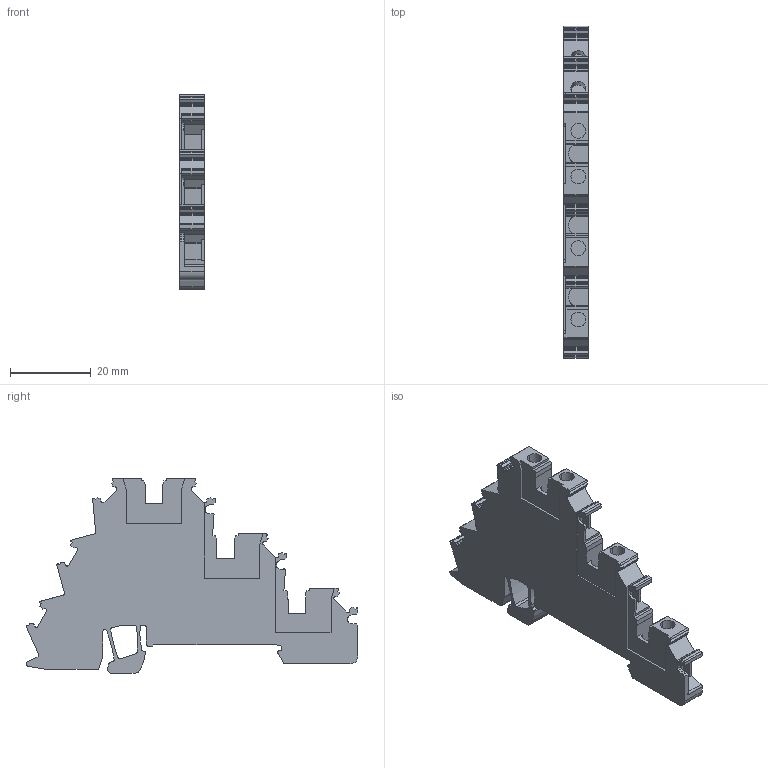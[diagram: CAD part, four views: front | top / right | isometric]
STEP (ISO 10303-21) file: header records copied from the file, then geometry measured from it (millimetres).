
FILE_DESCRIPTION(('CATIA V5 STEP Exchange','CAx-IF Rec.Pracs.--- Model Styling and Organization---1.4--- 2014-01-23'),'2;1');
FILE_NAME ('D1464011_0', '2020-04-30T05:49:18+00:00', ('none'), ('Weidmueller'), 'CATIA Version 5-6 Release 2016 SP3 HF44', 'CATIA V5 STEP AP214', 'none');
FILE_SCHEMA(('AUTOMOTIVE_DESIGN { 1 0 10303 214 1 1 1 1 }'));
Length unit declared in the file: millimetre
Products named in the file (1): 6269250000_DLD_2-5_BL
Bounding box: 6.15 x 82.15 x 48.15 mm (x, y, z)
Volume: 12034.5 mm3; surface area: 7730.2 mm2
Topology: 1 solids, 2 shells, 444 faces, 1300 edges, 869 vertices
Faces by surface type: plane 282, cylinder 153, cone 5, extrusion 4
Entity records: 14874 total; most frequent: CARTESIAN_POINT 2749, ORIENTED_EDGE 2600, DIRECTION 2106, EDGE_CURVE 1300, VECTOR 974, LINE 970, VERTEX_POINT 869, AXIS2_PLACEMENT_3D 724
